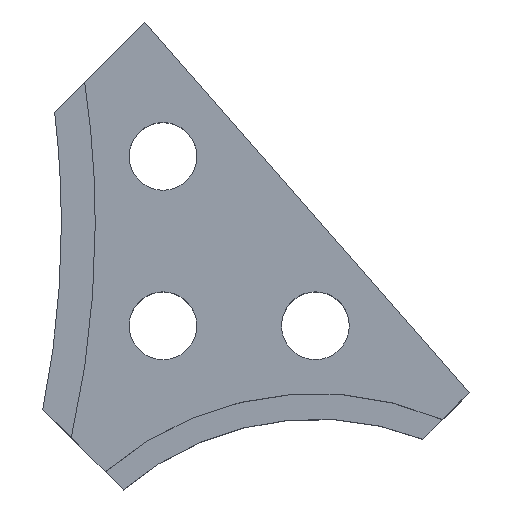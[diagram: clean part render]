
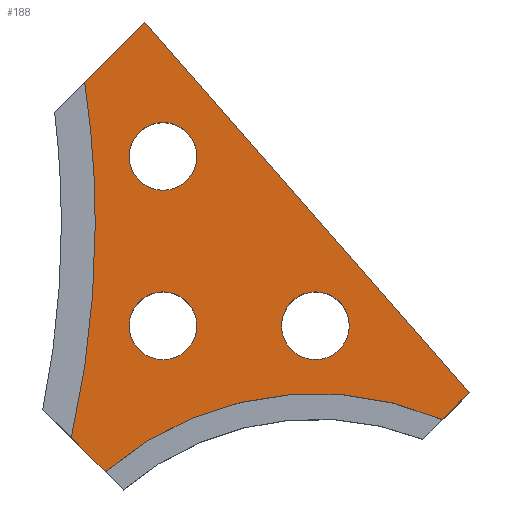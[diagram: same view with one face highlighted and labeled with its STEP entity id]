
A CAD part, top view. The second image highlights one B-rep face of the part: STEP entity #188.
In plain terms, the highlighted planar face has unit normal (0, 0, 1).
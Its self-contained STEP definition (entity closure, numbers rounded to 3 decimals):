
#32 = VERTEX_POINT('',#33);
#33 = CARTESIAN_POINT('',(27.08,9.051,10.));
#39 = EDGE_CURVE('',#32,#40,#42,.T.);
#40 = VERTEX_POINT('',#41);
#41 = CARTESIAN_POINT('',(7.933,30.933,10.));
#42 = LINE('',#43,#44);
#43 = CARTESIAN_POINT('',(35.,0.,10.));
#44 = VECTOR('',#45,1.);
#45 = DIRECTION('',(-0.659,0.753,0.));
#170 = VERTEX_POINT('',#171);
#171 = CARTESIAN_POINT('',(4.381,27.381,10.));
#177 = EDGE_CURVE('',#40,#170,#178,.T.);
#178 = LINE('',#179,#180);
#179 = CARTESIAN_POINT('',(0.894,23.894,10.));
#180 = VECTOR('',#181,1.);
#181 = DIRECTION('',(-0.707,-0.707,0.));
#188 = ADVANCED_FACE('',(#189,#234,#245,#256),#267,.T.);
#189 = FACE_BOUND('',#190,.T.);
#190 = EDGE_LOOP('',(#191,#199,#200,#201,#210,#219,#227));
#191 = ORIENTED_EDGE('',*,*,#192,.F.);
#192 = EDGE_CURVE('',#32,#193,#195,.T.);
#193 = VERTEX_POINT('',#194);
#194 = CARTESIAN_POINT('',(25.491,7.461,10.));
#195 = LINE('',#196,#197);
#196 = CARTESIAN_POINT('',(20.909,2.879,10.));
#197 = VECTOR('',#198,1.);
#198 = DIRECTION('',(-0.707,-0.707,0.));
#199 = ORIENTED_EDGE('',*,*,#39,.T.);
#200 = ORIENTED_EDGE('',*,*,#177,.T.);
#201 = ORIENTED_EDGE('',*,*,#202,.T.);
#202 = EDGE_CURVE('',#170,#203,#205,.T.);
#203 = VERTEX_POINT('',#204);
#204 = CARTESIAN_POINT('',(5.,19.,10.));
#205 = CIRCLE('',#206,57.);
#206 = AXIS2_PLACEMENT_3D('',#207,#208,#209);
#207 = CARTESIAN_POINT('',(-52.,19.,10.));
#208 = DIRECTION('',(0.,0.,-1.));
#209 = DIRECTION('',(1.,0.,0.));
#210 = ORIENTED_EDGE('',*,*,#211,.T.);
#211 = EDGE_CURVE('',#203,#212,#214,.T.);
#212 = VERTEX_POINT('',#213);
#213 = CARTESIAN_POINT('',(3.586,6.384,10.));
#214 = CIRCLE('',#215,57.);
#215 = AXIS2_PLACEMENT_3D('',#216,#217,#218);
#216 = CARTESIAN_POINT('',(-52.,19.,10.));
#217 = DIRECTION('',(0.,0.,-1.));
#218 = DIRECTION('',(1.,0.,0.));
#219 = ORIENTED_EDGE('',*,*,#220,.F.);
#220 = EDGE_CURVE('',#221,#212,#223,.T.);
#221 = VERTEX_POINT('',#222);
#222 = CARTESIAN_POINT('',(5.586,4.384,10.));
#223 = LINE('',#224,#225);
#224 = CARTESIAN_POINT('',(6.11,3.86,10.));
#225 = VECTOR('',#226,1.);
#226 = DIRECTION('',(-0.707,0.707,0.));
#227 = ORIENTED_EDGE('',*,*,#228,.T.);
#228 = EDGE_CURVE('',#221,#193,#229,.T.);
#229 = CIRCLE('',#230,19.);
#230 = AXIS2_PLACEMENT_3D('',#231,#232,#233);
#231 = CARTESIAN_POINT('',(18.,-10.,10.));
#232 = DIRECTION('',(0.,0.,-1.));
#233 = DIRECTION('',(1.,0.,0.));
#234 = FACE_BOUND('',#235,.T.);
#235 = EDGE_LOOP('',(#236));
#236 = ORIENTED_EDGE('',*,*,#237,.T.);
#237 = EDGE_CURVE('',#238,#238,#240,.T.);
#238 = VERTEX_POINT('',#239);
#239 = CARTESIAN_POINT('',(11.,13.,10.));
#240 = CIRCLE('',#241,2.);
#241 = AXIS2_PLACEMENT_3D('',#242,#243,#244);
#242 = CARTESIAN_POINT('',(9.,13.,10.));
#243 = DIRECTION('',(0.,0.,-1.));
#244 = DIRECTION('',(1.,0.,0.));
#245 = FACE_BOUND('',#246,.T.);
#246 = EDGE_LOOP('',(#247));
#247 = ORIENTED_EDGE('',*,*,#248,.T.);
#248 = EDGE_CURVE('',#249,#249,#251,.T.);
#249 = VERTEX_POINT('',#250);
#250 = CARTESIAN_POINT('',(20.,13.,10.));
#251 = CIRCLE('',#252,2.);
#252 = AXIS2_PLACEMENT_3D('',#253,#254,#255);
#253 = CARTESIAN_POINT('',(18.,13.,10.));
#254 = DIRECTION('',(0.,0.,-1.));
#255 = DIRECTION('',(1.,0.,0.));
#256 = FACE_BOUND('',#257,.T.);
#257 = EDGE_LOOP('',(#258));
#258 = ORIENTED_EDGE('',*,*,#259,.T.);
#259 = EDGE_CURVE('',#260,#260,#262,.T.);
#260 = VERTEX_POINT('',#261);
#261 = CARTESIAN_POINT('',(11.,23.,10.));
#262 = CIRCLE('',#263,2.);
#263 = AXIS2_PLACEMENT_3D('',#264,#265,#266);
#264 = CARTESIAN_POINT('',(9.,23.,10.));
#265 = DIRECTION('',(0.,0.,-1.));
#266 = DIRECTION('',(1.,0.,0.));
#267 = PLANE('',#268);
#268 = AXIS2_PLACEMENT_3D('',#269,#270,#271);
#269 = CARTESIAN_POINT('',(12.038,14.538,10.));
#270 = DIRECTION('',(0.,0.,1.));
#271 = DIRECTION('',(1.,0.,0.));
